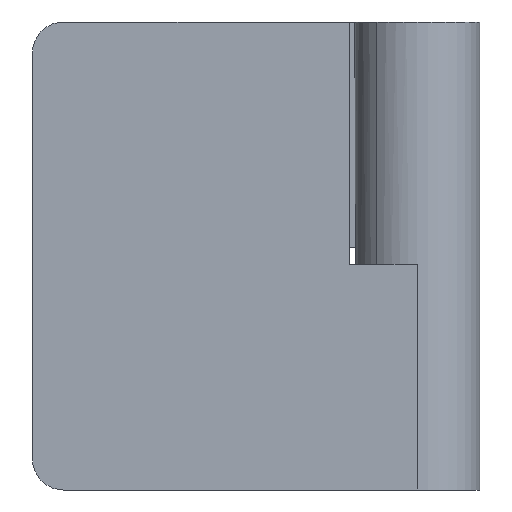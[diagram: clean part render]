
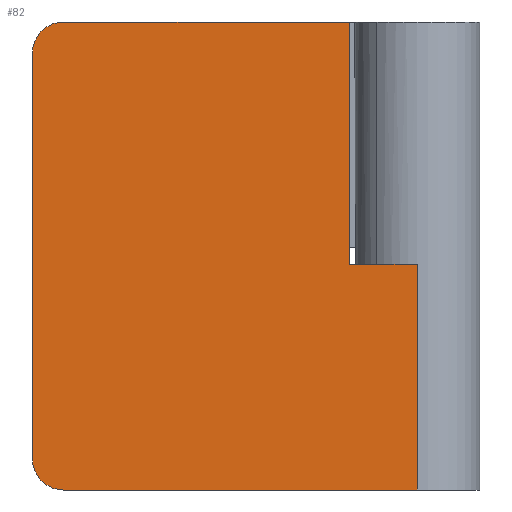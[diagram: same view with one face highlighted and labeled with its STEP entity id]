
A CAD part, front view. The second image highlights one B-rep face of the part: STEP entity #82.
In plain terms, the highlighted planar face has unit normal (0, -1, 0).
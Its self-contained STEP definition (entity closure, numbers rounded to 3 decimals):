
#82=ADVANCED_FACE('',(#185),#186,.F.);
#185=FACE_OUTER_BOUND('',#311,.T.);
#186=PLANE('',#312);
#311=EDGE_LOOP('',(#495,#496,#497,#498,#499,#500,#501,#502));
#312=AXIS2_PLACEMENT_3D('',#503,#504,#505);
#495=ORIENTED_EDGE('',*,*,#775,.F.);
#496=ORIENTED_EDGE('',*,*,#751,.T.);
#497=ORIENTED_EDGE('',*,*,#753,.F.);
#498=ORIENTED_EDGE('',*,*,#757,.T.);
#499=ORIENTED_EDGE('',*,*,#735,.T.);
#500=ORIENTED_EDGE('',*,*,#767,.F.);
#501=ORIENTED_EDGE('',*,*,#769,.T.);
#502=ORIENTED_EDGE('',*,*,#773,.T.);
#503=CARTESIAN_POINT('',(-18.5,-6.0,0.));
#504=DIRECTION('',(0.0,1.0,0.));
#505=DIRECTION('',(-1.0,0.0,0.0));
#735=EDGE_CURVE('',#866,#864,#867,.T.);
#751=EDGE_CURVE('',#891,#893,#895,.T.);
#753=EDGE_CURVE('',#897,#893,#898,.T.);
#757=EDGE_CURVE('',#897,#866,#902,.T.);
#767=EDGE_CURVE('',#915,#864,#917,.T.);
#769=EDGE_CURVE('',#915,#919,#920,.T.);
#773=EDGE_CURVE('',#919,#923,#925,.T.);
#775=EDGE_CURVE('',#891,#923,#927,.T.);
#864=VERTEX_POINT('',#1053);
#866=VERTEX_POINT('',#1055);
#867=LINE('',#1056,#1057);
#891=VERTEX_POINT('',#1088);
#893=VERTEX_POINT('',#1091);
#895=LINE('',#1094,#1095);
#897=VERTEX_POINT('',#1097);
#898=CIRCLE('',#1098,3.0);
#902=LINE('',#1103,#1104);
#915=VERTEX_POINT('',#1119);
#917=LINE('',#1122,#1123);
#919=VERTEX_POINT('',#1125);
#920=LINE('',#1126,#1127);
#923=VERTEX_POINT('',#1131);
#925=LINE('',#1134,#1135);
#927=CIRCLE('',#1137,3.0);
#1053=CARTESIAN_POINT('',(0.,-6.0,-0.8));
#1055=CARTESIAN_POINT('',(0.,-6.,-22.5));
#1056=CARTESIAN_POINT('',(0.,-6.,-22.5));
#1057=VECTOR('',#1290,21.7);
#1088=CARTESIAN_POINT('',(-37.0,-6.0,19.5));
#1091=CARTESIAN_POINT('',(-37.0,-6.0,-19.5));
#1094=CARTESIAN_POINT('',(-37.0,-6.0,19.5));
#1095=VECTOR('',#1312,39.0);
#1097=CARTESIAN_POINT('',(-34.0,-6.,-22.5));
#1098=AXIS2_PLACEMENT_3D('',#1313,#1314,#1315);
#1103=CARTESIAN_POINT('',(-34.0,-6.,-22.5));
#1104=VECTOR('',#1320,34.0);
#1119=CARTESIAN_POINT('',(-6.5,-6.0,-0.8));
#1122=CARTESIAN_POINT('',(-6.5,-6.0,-0.8));
#1123=VECTOR('',#1336,6.5);
#1125=CARTESIAN_POINT('',(-6.5,-6.,22.5));
#1126=CARTESIAN_POINT('',(-6.5,-6.0,-0.8));
#1127=VECTOR('',#1337,23.3);
#1131=CARTESIAN_POINT('',(-34.0,-6.,22.5));
#1134=CARTESIAN_POINT('',(-6.5,-6.,22.5));
#1135=VECTOR('',#1340,27.5);
#1137=AXIS2_PLACEMENT_3D('',#1341,#1342,#1343);
#1290=DIRECTION('',(0.0,0.0,1.0));
#1312=DIRECTION('',(0.0,0.0,-1.0));
#1313=CARTESIAN_POINT('',(-34.0,-6.0,-19.5));
#1314=DIRECTION('',(0.0,1.0,0.0));
#1315=DIRECTION('',(0.0,0.0,-1.0));
#1320=DIRECTION('',(1.0,0.0,0.0));
#1336=DIRECTION('',(1.0,0.0,0.0));
#1337=DIRECTION('',(0.0,0.0,1.0));
#1340=DIRECTION('',(-1.0,0.0,0.0));
#1341=CARTESIAN_POINT('',(-34.0,-6.0,19.5));
#1342=DIRECTION('',(0.0,1.0,0.0));
#1343=DIRECTION('',(-1.0,0.0,0.0));
